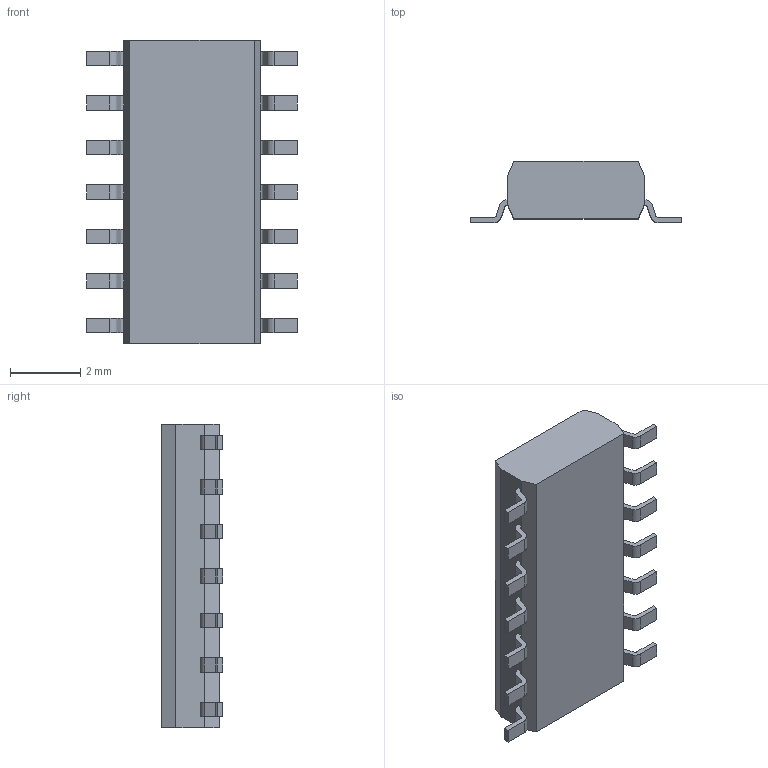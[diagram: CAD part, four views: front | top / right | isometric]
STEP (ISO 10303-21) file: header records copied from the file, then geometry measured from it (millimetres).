
FILE_DESCRIPTION (( 'STEP AP214' ), '1' );
FILE_NAME ( 'SOP127-14N.step', '2020-2-7T21:51:40', ( '' ), ( '' ), 'EDABuilder', 'EMA Design Automation', '' );
FILE_SCHEMA (( 'AUTOMOTIVE_DESIGN' ));
Length unit declared in the file: millimetre
Products named in the file (1): face1_BC
Bounding box: 6 x 1.75 x 8.65 mm (x, y, z)
Volume: 55.8 mm3; surface area: 126.7 mm2
Topology: 15 solids, 15 shells, 206 faces, 528 edges, 352 vertices
Faces by surface type: plane 150, cylinder 56
Entity records: 6575 total; most frequent: CARTESIAN_POINT 1102, DIRECTION 1084, ORIENTED_EDGE 1056, EDGE_CURVE 528, LINE 416, VECTOR 416, VERTEX_POINT 352, AXIS2_PLACEMENT_3D 334
